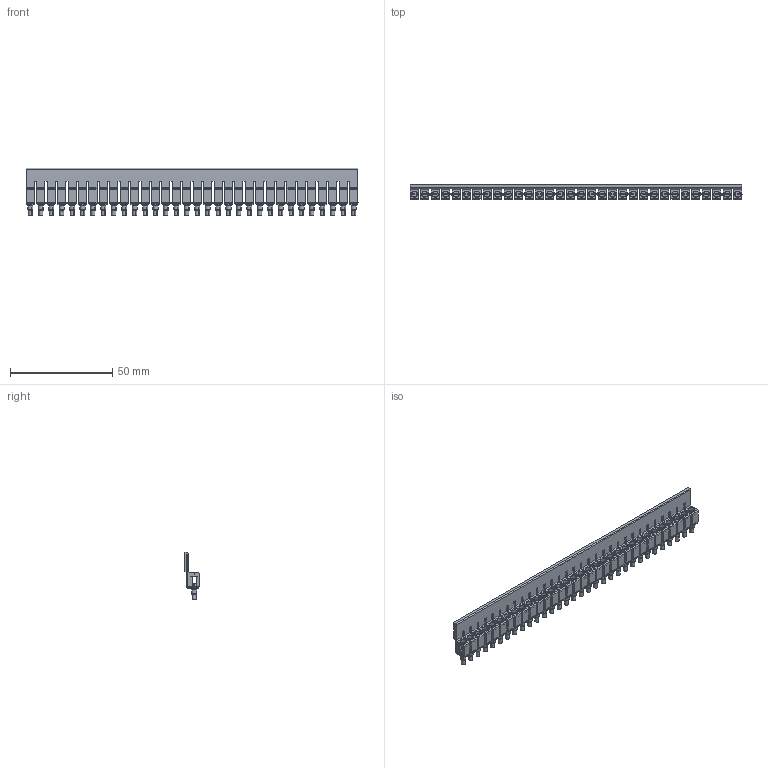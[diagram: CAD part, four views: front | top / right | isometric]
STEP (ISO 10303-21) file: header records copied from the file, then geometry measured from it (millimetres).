
FILE_DESCRIPTION(('CATIA V5 STEP Exchange','CAx-IF Rec.Pracs.--- Model Styling and Organization---1.5--- 2016-08-15','CAx-IF Rec.Pracs.---Supplemental Geometry---1.0---2011-11-01','CAx-IF Rec.Pracs.--- Composite Materials ---1.1---2010-07-15'),'2;1');
FILE_NAME ('038604-11_0', '2025-09-19T08:33:36+00:00', ('none'), ('Weidmueller'), 'CATIA Version 5-6 Release 2024 SP4', 'CATIA V5 STEP AP214 v3', 'none');
FILE_SCHEMA(('AUTOMOTIVE_DESIGN { 1 0 10303 214 1 1 1 1 }'));
Length unit declared in the file: millimetre
Products named in the file (1): 1577600000
Bounding box: 162.4 x 7.13 x 23.36 mm (x, y, z)
Volume: 6762.5 mm3; surface area: 18685.8 mm2
Topology: 2 solids, 2 shells, 1490 faces, 4199 edges, 2777 vertices
Faces by surface type: plane 914, cylinder 384, cone 192
Entity records: 42345 total; most frequent: ORIENTED_EDGE 8398, CARTESIAN_POINT 8297, DIRECTION 4855, EDGE_CURVE 4199, VECTOR 2855, LINE 2855, VERTEX_POINT 2777, EDGE_LOOP 1618
